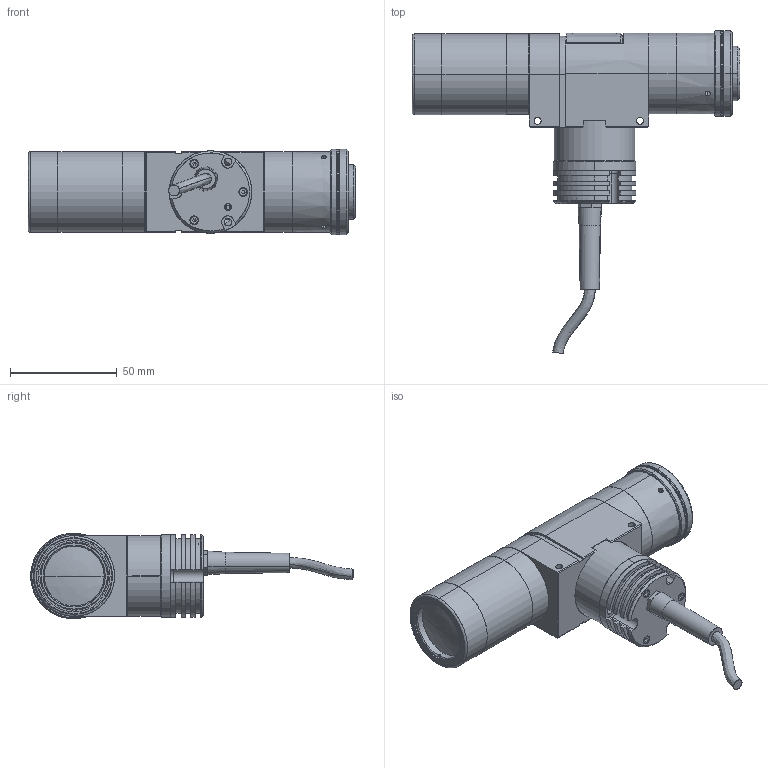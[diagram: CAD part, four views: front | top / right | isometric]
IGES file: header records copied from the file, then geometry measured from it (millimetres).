
Start section: SolidWorks IGES file using analytic representation for surfaces
Global section: file name: TCCX066.IGS; native system: SolidWorks 2013; preprocessor: SolidWorks 2013; author: andreava; date: 141106.165915; units: millimetre
Bounding box: 153.28 x 150.78 x 40 mm (x, y, z)
Surface area: 39773 mm2 (no closed solid volume)
Topology: 0 solids, 0 shells, 298 faces, 5538 edges, 5533 vertices
Faces by surface type: bspline 158, revolution 140
